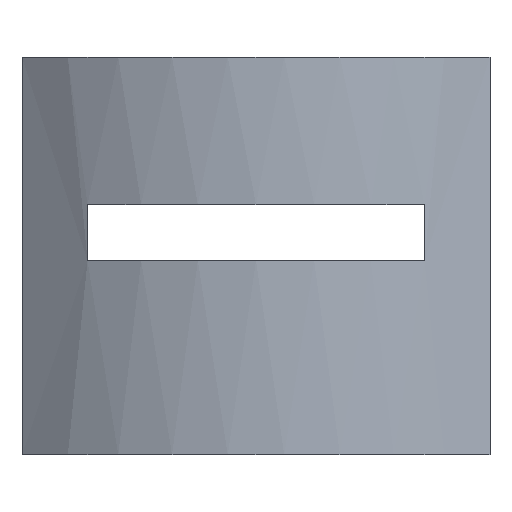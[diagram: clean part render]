
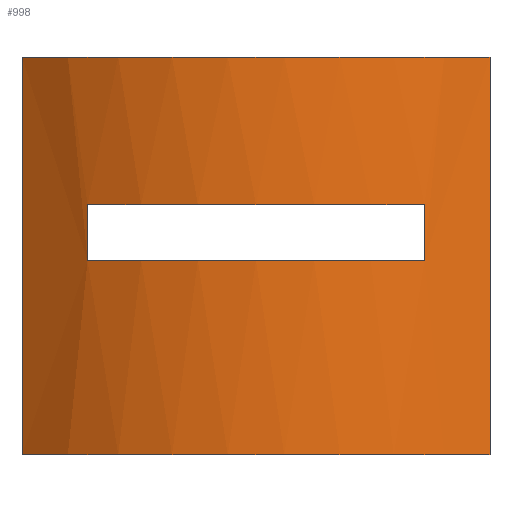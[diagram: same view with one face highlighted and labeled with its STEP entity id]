
A CAD part, left-side view. The second image highlights one B-rep face of the part: STEP entity #998.
In plain terms, the highlighted cylindrical face has radius 15.5 mm (diameter 31 mm), a partial arc.
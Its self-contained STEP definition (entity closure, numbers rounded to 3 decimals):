
#18 = AXIS2_PLACEMENT_3D ( 'NONE', #778, #301, #808 ) ;
#36 = LINE ( 'NONE', #93, #932 ) ;
#74 = ORIENTED_EDGE ( 'NONE', *, *, #331, .F. ) ;
#82 = EDGE_LOOP ( 'NONE', ( #437, #547, #708, #1052 ) ) ;
#87 = VERTEX_POINT ( 'NONE', #898 ) ;
#93 = CARTESIAN_POINT ( 'NONE',  ( -5.726, -7.2, 0. ) ) ;
#101 = DIRECTION ( 'NONE',  ( 1., 0., 0. ) ) ;
#102 = VERTEX_POINT ( 'NONE', #1070 ) ;
#106 = EDGE_LOOP ( 'NONE', ( #760, #298, #74, #454 ) ) ;
#107 = LINE ( 'NONE', #220, #597 ) ;
#120 = CARTESIAN_POINT ( 'NONE',  ( -3.843, -10., 0. ) ) ;
#124 = AXIS2_PLACEMENT_3D ( 'NONE', #172, #929, #949 ) ;
#129 = EDGE_CURVE ( 'NONE', #269, #204, #1003, .T. ) ;
#135 = AXIS2_PLACEMENT_3D ( 'NONE', #255, #843, #101 ) ;
#141 = DIRECTION ( 'NONE',  ( 1., 0., 0. ) ) ;
#172 = CARTESIAN_POINT ( 'NONE',  ( 8., 0., 8.3 ) ) ;
#204 = VERTEX_POINT ( 'NONE', #406 ) ;
#220 = CARTESIAN_POINT ( 'NONE',  ( -3.843, 10., 0. ) ) ;
#232 = CARTESIAN_POINT ( 'NONE',  ( 8., 0., 0. ) ) ;
#253 = CARTESIAN_POINT ( 'NONE',  ( -3.843, 10., 17. ) ) ;
#255 = CARTESIAN_POINT ( 'NONE',  ( 8., 0., 17. ) ) ;
#269 = VERTEX_POINT ( 'NONE', #120 ) ;
#272 = CIRCLE ( 'NONE', #135, 15.5 ) ;
#296 = EDGE_CURVE ( 'NONE', #906, #102, #400, .T. ) ;
#297 = AXIS2_PLACEMENT_3D ( 'NONE', #867, #538, #897 ) ;
#298 = ORIENTED_EDGE ( 'NONE', *, *, #325, .F. ) ;
#301 = DIRECTION ( 'NONE',  ( 0., 0., -1. ) ) ;
#319 = LINE ( 'NONE', #561, #790 ) ;
#325 = EDGE_CURVE ( 'NONE', #563, #640, #107, .T. ) ;
#331 = EDGE_CURVE ( 'NONE', #269, #563, #1074, .T. ) ;
#344 = CARTESIAN_POINT ( 'NONE',  ( -3.843, 10., 0. ) ) ;
#345 = CIRCLE ( 'NONE', #124, 15.5 ) ;
#379 = CARTESIAN_POINT ( 'NONE',  ( -5.726, -7.2, 10.7 ) ) ;
#381 = DIRECTION ( 'NONE',  ( 0., 0., 1. ) ) ;
#400 = CIRCLE ( 'NONE', #297, 15.5 ) ;
#406 = CARTESIAN_POINT ( 'NONE',  ( -3.843, -10., 17. ) ) ;
#437 = ORIENTED_EDGE ( 'NONE', *, *, #625, .F. ) ;
#454 = ORIENTED_EDGE ( 'NONE', *, *, #129, .T. ) ;
#485 = FACE_BOUND ( 'NONE', #82, .T. ) ;
#538 = DIRECTION ( 'NONE',  ( 0., 0., -1. ) ) ;
#547 = ORIENTED_EDGE ( 'NONE', *, *, #1039, .F. ) ;
#558 = AXIS2_PLACEMENT_3D ( 'NONE', #232, #991, #141 ) ;
#561 = CARTESIAN_POINT ( 'NONE',  ( -5.726, 7.2, 0. ) ) ;
#563 = VERTEX_POINT ( 'NONE', #344 ) ;
#581 = CARTESIAN_POINT ( 'NONE',  ( -5.726, 7.2, 8.3 ) ) ;
#597 = VECTOR ( 'NONE', #381, 1000. ) ;
#619 = VERTEX_POINT ( 'NONE', #581 ) ;
#625 = EDGE_CURVE ( 'NONE', #619, #87, #345, .T. ) ;
#631 = VECTOR ( 'NONE', #1024, 1000. ) ;
#640 = VERTEX_POINT ( 'NONE', #253 ) ;
#687 = EDGE_CURVE ( 'NONE', #87, #906, #36, .T. ) ;
#708 = ORIENTED_EDGE ( 'NONE', *, *, #296, .F. ) ;
#723 = FACE_OUTER_BOUND ( 'NONE', #106, .T. ) ;
#757 = EDGE_CURVE ( 'NONE', #204, #640, #272, .T. ) ;
#759 = DIRECTION ( 'NONE',  ( 0., 0., 1. ) ) ;
#760 = ORIENTED_EDGE ( 'NONE', *, *, #757, .T. ) ;
#778 = CARTESIAN_POINT ( 'NONE',  ( 8., 0., 0. ) ) ;
#790 = VECTOR ( 'NONE', #975, 1000. ) ;
#808 = DIRECTION ( 'NONE',  ( 1., 0., 0. ) ) ;
#843 = DIRECTION ( 'NONE',  ( 0., 0., -1. ) ) ;
#867 = CARTESIAN_POINT ( 'NONE',  ( 8., 0., 10.7 ) ) ;
#897 = DIRECTION ( 'NONE',  ( 1., 0., 0. ) ) ;
#898 = CARTESIAN_POINT ( 'NONE',  ( -5.726, -7.2, 8.3 ) ) ;
#906 = VERTEX_POINT ( 'NONE', #379 ) ;
#929 = DIRECTION ( 'NONE',  ( 0., 0., 1. ) ) ;
#932 = VECTOR ( 'NONE', #759, 1000. ) ;
#949 = DIRECTION ( 'NONE',  ( 0., 1., 0. ) ) ;
#975 = DIRECTION ( 'NONE',  ( 0., 0., -1. ) ) ;
#991 = DIRECTION ( 'NONE',  ( 0., 0., 1. ) ) ;
#998 = ADVANCED_FACE ( 'NONE', ( #723, #485 ), #1085, .T. ) ;
#1003 = LINE ( 'NONE', #1083, #631 ) ;
#1024 = DIRECTION ( 'NONE',  ( 0., 0., 1. ) ) ;
#1039 = EDGE_CURVE ( 'NONE', #102, #619, #319, .T. ) ;
#1052 = ORIENTED_EDGE ( 'NONE', *, *, #687, .F. ) ;
#1070 = CARTESIAN_POINT ( 'NONE',  ( -5.726, 7.2, 10.7 ) ) ;
#1074 = CIRCLE ( 'NONE', #18, 15.5 ) ;
#1083 = CARTESIAN_POINT ( 'NONE',  ( -3.843, -10., 0. ) ) ;
#1085 = CYLINDRICAL_SURFACE ( 'NONE', #558, 15.5 ) ;
